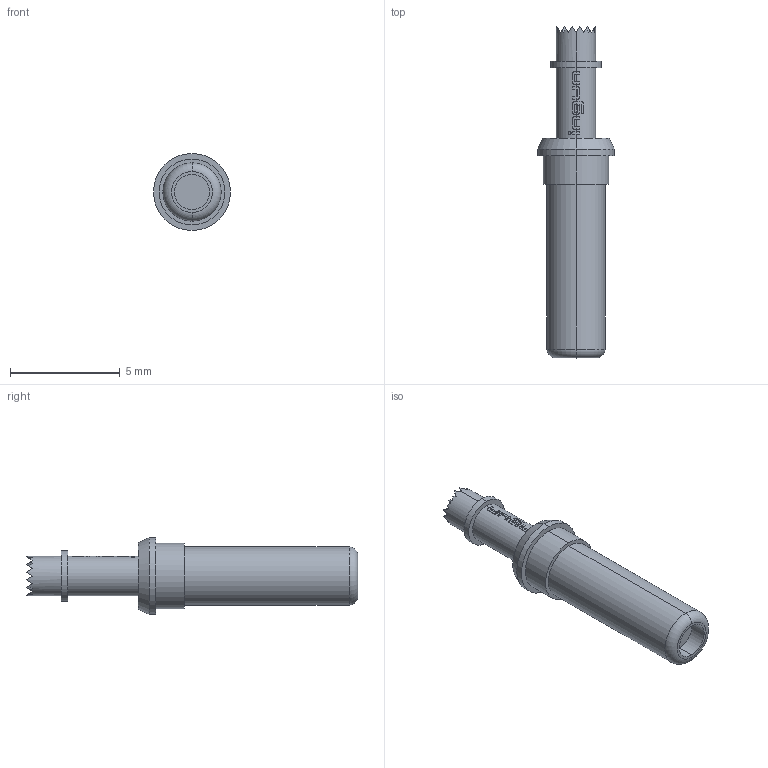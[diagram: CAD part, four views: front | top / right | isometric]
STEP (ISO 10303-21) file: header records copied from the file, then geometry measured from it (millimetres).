
FILE_DESCRIPTION (( 'STEP AP203' ), '1' );
FILE_NAME ('INGUN_GKS-913_306_180_A_xx02_0.STEP', '2021-09-17T08:51:37', ( 'ochi' ), ( '' ), 'SwSTEP 2.0', 'SolidWorks 2018', '' );
FILE_SCHEMA (( 'CONFIG_CONTROL_DESIGN' ));
Length unit declared in the file: millimetre
Products named in the file (1): INGUN_GKS-913_306_180_A_xx02_0
Bounding box: 3.5 x 15.1 x 3.5 mm (x, y, z)
Volume: 70.9 mm3; surface area: 140.4 mm2
Topology: 1 solids, 1 shells, 218 faces, 492 edges, 283 vertices
Faces by surface type: plane 159, cylinder 33, bspline 22, torus 2, cone 2
Entity records: 6223 total; most frequent: CARTESIAN_POINT 1638, ORIENTED_EDGE 984, DIRECTION 860, EDGE_CURVE 492, AXIS2_PLACEMENT_3D 305, VERTEX_POINT 283, VECTOR 250, LINE 250
